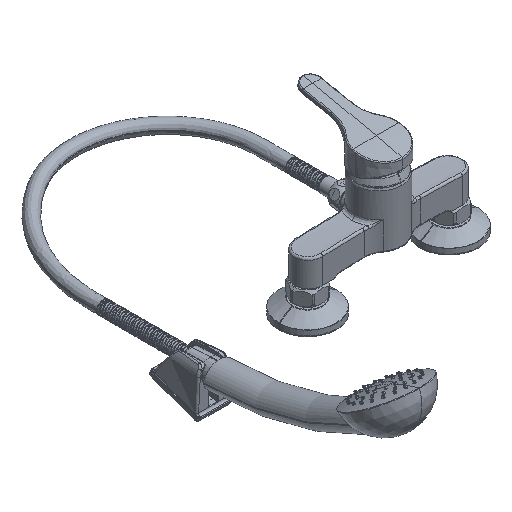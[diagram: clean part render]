
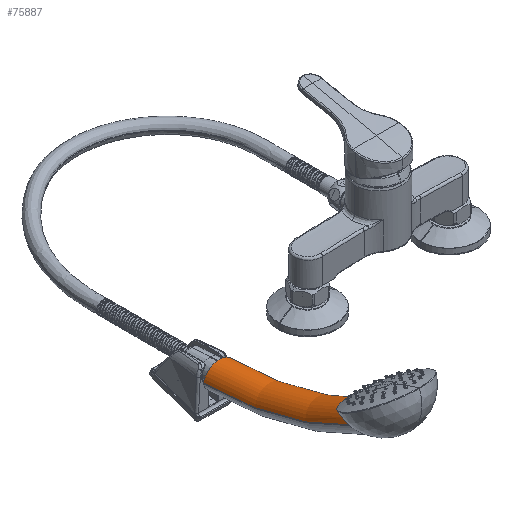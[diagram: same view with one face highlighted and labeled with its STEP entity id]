
A CAD part, isometric view. The second image highlights one B-rep face of the part: STEP entity #75887.
In plain terms, the highlighted toroidal (fillet/blend) face has major radius 333.954 mm and minor radius 17.454 mm.
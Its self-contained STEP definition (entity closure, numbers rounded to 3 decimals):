
#70127=CARTESIAN_POINT('',(-22.953,157.739,0.));
#70128=DIRECTION('',(-0.021,1.,0.));
#70129=DIRECTION('',(0.248,0.005,0.969));
#70130=AXIS2_PLACEMENT_3D('',#70127,#70128,#70129);
#70137=CARTESIAN_POINT('',(-22.953,157.739,0.));
#70138=DIRECTION('',(-0.021,1.,0.));
#70139=DIRECTION('',(0.409,0.009,-0.912));
#70140=AXIS2_PLACEMENT_3D('',#70137,#70138,#70139);
#70191=CARTESIAN_POINT('',(310.927,164.76,16.909));
#70192=DIRECTION('',(0.,0.,1.));
#70193=DIRECTION('',(-1.,-0.021,0.));
#70194=AXIS2_PLACEMENT_3D('',#70191,#70192,#70193);
#70196=CARTESIAN_POINT('',(-5.183,149.057,
0.));
#70197=CARTESIAN_POINT('',(-5.183,149.057,
0.437));
#70198=CARTESIAN_POINT('',(-5.217,149.082,
1.326));
#70199=CARTESIAN_POINT('',(-5.382,149.203,
2.702));
#70200=CARTESIAN_POINT('',(-5.666,149.412,
4.085));
#70201=CARTESIAN_POINT('',(-6.068,149.71,
5.448));
#70202=CARTESIAN_POINT('',(-6.578,150.092,
6.763));
#70203=CARTESIAN_POINT('',(-7.166,150.538,
7.974));
#70204=CARTESIAN_POINT('',(-7.801,151.025,
9.071));
#70205=CARTESIAN_POINT('',(-8.592,151.643,
10.232));
#70206=CARTESIAN_POINT('',(-9.58,152.429,
11.446));
#70207=CARTESIAN_POINT('',(-10.781,153.41,
12.67));
#70208=CARTESIAN_POINT('',(-12.188,154.596,
13.846));
#70209=CARTESIAN_POINT('',(-13.837,156.043,
14.956));
#70210=CARTESIAN_POINT('',(-15.128,157.234,
15.625));
#70211=CARTESIAN_POINT('',(-15.814,157.889,
15.926));
#70213=CARTESIAN_POINT('',(-15.814,157.889,
-15.926));
#70214=CARTESIAN_POINT('',(-15.127,157.233,
-15.624));
#70215=CARTESIAN_POINT('',(-13.835,156.041,
-14.955));
#70216=CARTESIAN_POINT('',(-12.185,154.594,
-13.845));
#70217=CARTESIAN_POINT('',(-10.78,153.409,
-12.669));
#70218=CARTESIAN_POINT('',(-9.58,152.429,
-11.446));
#70219=CARTESIAN_POINT('',(-8.591,151.642,
-10.23));
#70220=CARTESIAN_POINT('',(-7.798,151.023,
-9.067));
#70221=CARTESIAN_POINT('',(-7.166,150.538,
-7.973));
#70222=CARTESIAN_POINT('',(-6.587,150.099,
-6.782));
#70223=CARTESIAN_POINT('',(-6.081,149.719,
-5.484));
#70224=CARTESIAN_POINT('',(-5.681,149.423,
-4.141));
#70225=CARTESIAN_POINT('',(-5.394,149.211,
-2.771));
#70226=CARTESIAN_POINT('',(-5.221,149.085,
-1.386));
#70227=CARTESIAN_POINT('',(-5.183,149.057,
-0.461));
#70228=CARTESIAN_POINT('',(-5.183,149.057,
0.));
#70230=CARTESIAN_POINT('',(310.927,164.76,
-16.909));
#70231=DIRECTION('',(0.,0.,1.));
#70232=DIRECTION('',(-1.,-0.021,0.));
#70233=AXIS2_PLACEMENT_3D('',#70230,#70231,#70232);
#70245=CARTESIAN_POINT('',(21.574,-1.974,0.));
#70246=DIRECTION('',(-0.499,0.866,0.));
#70247=DIRECTION('',(0.215,0.124,0.969));
#70248=AXIS2_PLACEMENT_3D('',#70245,#70246,#70247);
#74572=VERTEX_POINT('',#70196);
#74573=VERTEX_POINT('',#70211);
#74577=VERTEX_POINT('',#70213);
#74584=CARTESIAN_POINT('',(25.322,0.186,
16.909));
#74586=VERTEX_POINT('',#74584);
#74590=CARTESIAN_POINT('',(-18.628,157.83,
16.909));
#74591=VERTEX_POINT('',#74590);
#74600=CARTESIAN_POINT('',(25.322,0.186,
-16.909));
#74602=VERTEX_POINT('',#74600);
#74603=CARTESIAN_POINT('',(-18.628,157.83,
-16.909));
#74604=VERTEX_POINT('',#74603);
#75869=CARTESIAN_POINT('',(310.927,164.76,0.));
#75870=DIRECTION('',(0.,0.,-1.));
#75871=DIRECTION('',(0.866,0.499,0.));
#75872=AXIS2_PLACEMENT_3D('',#75869,#75870,#75871);
#75873=TOROIDAL_SURFACE('',#75872,333.954,17.454);
#75875=ORIENTED_EDGE('',*,*,#75874,.F.);
#75876=ORIENTED_EDGE('',*,*,#75531,.T.);
#75877=ORIENTED_EDGE('',*,*,#75860,.F.);
#75879=ORIENTED_EDGE('',*,*,#75878,.F.);
#75880=ORIENTED_EDGE('',*,*,#75543,.T.);
#75882=ORIENTED_EDGE('',*,*,#75881,.T.);
#75884=ORIENTED_EDGE('',*,*,#75883,.F.);
#75885=EDGE_LOOP('',(#75875,#75876,#75877,#75879,#75880,#75882,#75884));
#75886=FACE_OUTER_BOUND('',#75885,.F.);
#75887=ADVANCED_FACE('',(#75886),#75873,.T.);
#70131=CIRCLE('',#70130,17.454);
#70141=CIRCLE('',#70140,17.454);
#70195=CIRCLE('',#70194,329.628);
#70212=B_SPLINE_CURVE_WITH_KNOTS('',3,(#70196,#70197,#70198,#70199,#70200,
#70201,#70202,#70203,#70204,#70205,#70206,#70207,#70208,#70209,#70210,#70211),
.UNSPECIFIED.,.F.,.F.,(4,1,1,1,1,1,1,1,1,1,1,1,1,4),(0.,0.077,
0.154,0.231,0.308,0.385,
0.462,0.538,0.615,0.692,
0.769,0.846,0.923,1.),.UNSPECIFIED.);
#70229=B_SPLINE_CURVE_WITH_KNOTS('',3,(#70213,#70214,#70215,#70216,#70217,
#70218,#70219,#70220,#70221,#70222,#70223,#70224,#70225,#70226,#70227,#70228),
.UNSPECIFIED.,.F.,.F.,(4,1,1,1,1,1,1,1,1,1,1,1,1,4),(0.,0.077,
0.154,0.231,0.308,0.385,
0.462,0.538,0.615,0.692,
0.769,0.846,0.923,1.),.UNSPECIFIED.);
#70234=CIRCLE('',#70233,329.628);
#70249=CIRCLE('',#70248,17.454);
#75531=EDGE_CURVE('',#74591,#74573,#70131,.T.);
#75543=EDGE_CURVE('',#74577,#74604,#70141,.T.);
#75860=EDGE_CURVE('',#74572,#74573,#70212,.T.);
#75874=EDGE_CURVE('',#74591,#74586,#70195,.T.);
#75878=EDGE_CURVE('',#74577,#74572,#70229,.T.);
#75881=EDGE_CURVE('',#74604,#74602,#70234,.T.);
#75883=EDGE_CURVE('',#74586,#74602,#70249,.T.);
